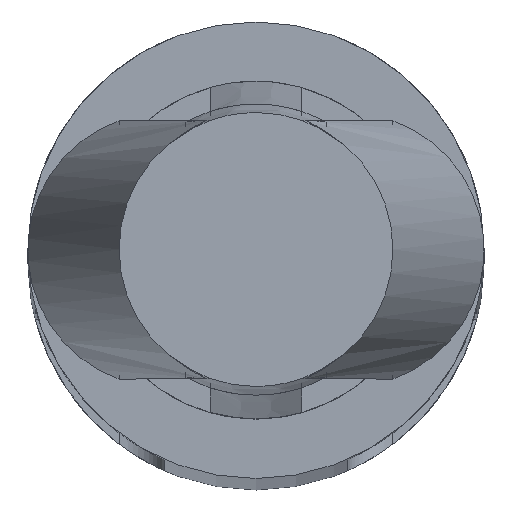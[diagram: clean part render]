
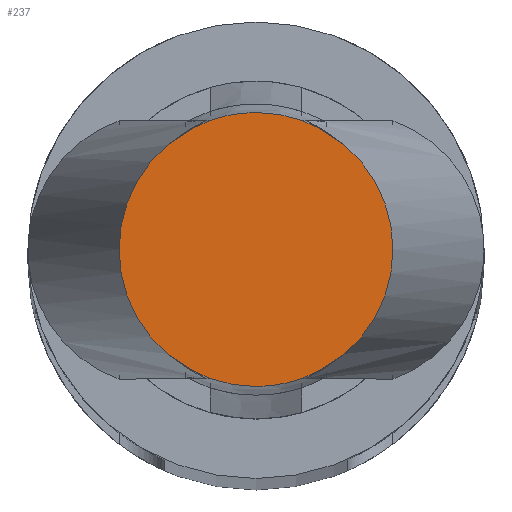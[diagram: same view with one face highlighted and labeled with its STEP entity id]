
A CAD part, top view. The second image highlights one B-rep face of the part: STEP entity #237.
In plain terms, the highlighted planar face has unit normal (0, 0, 1).
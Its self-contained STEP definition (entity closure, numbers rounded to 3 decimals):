
#237 = ADVANCED_FACE( '', ( #481 ), #482, .T. );
#481 = FACE_OUTER_BOUND( '', #834, .T. );
#482 = PLANE( '', #835 );
#834 = EDGE_LOOP( '', ( #1454, #1455, #1456, #1457, #1458, #1459, #1460, #1461 ) );
#835 = AXIS2_PLACEMENT_3D( '', #1462, #1463, #1464 );
#1454 = ORIENTED_EDGE( '', *, *, #1668, .F. );
#1455 = ORIENTED_EDGE( '', *, *, #1667, .T. );
#1456 = ORIENTED_EDGE( '', *, *, #1666, .F. );
#1457 = ORIENTED_EDGE( '', *, *, #1682, .F. );
#1458 = ORIENTED_EDGE( '', *, *, #1519, .F. );
#1459 = ORIENTED_EDGE( '', *, *, #1518, .T. );
#1460 = ORIENTED_EDGE( '', *, *, #1517, .F. );
#1461 = ORIENTED_EDGE( '', *, *, #1719, .T. );
#1462 = CARTESIAN_POINT( '', ( 0., 0., 40.9 ) );
#1463 = DIRECTION( '', ( 0., 0., 1. ) );
#1464 = DIRECTION( '', ( 1., 0., 0. ) );
#1517 = EDGE_CURVE( '', #1802, #1804, #1805, .T. );
#1518 = EDGE_CURVE( '', #1806, #1804, #1807, .T. );
#1519 = EDGE_CURVE( '', #1806, #1808, #1809, .T. );
#1666 = EDGE_CURVE( '', #2038, #2040, #2041, .T. );
#1667 = EDGE_CURVE( '', #2042, #2040, #2043, .T. );
#1668 = EDGE_CURVE( '', #2042, #2044, #2045, .T. );
#1682 = EDGE_CURVE( '', #1808, #2038, #2061, .T. );
#1719 = EDGE_CURVE( '', #1802, #2044, #2098, .F. );
#1802 = VERTEX_POINT( '', #2229 );
#1804 = VERTEX_POINT( '', #2237 );
#1805 = CIRCLE( '', #2238, 1.5 );
#1806 = VERTEX_POINT( '', #2239 );
#1807 = B_SPLINE_CURVE_WITH_KNOTS( '', 2, ( #2240, #2241, #2242, #2243, #2244 ), .UNSPECIFIED., .F., .F., ( 3, 2, 3 ), ( 0., 0.5, 1. ), .UNSPECIFIED. );
#1808 = VERTEX_POINT( '', #2245 );
#1809 = CIRCLE( '', #2246, 1.5 );
#2038 = VERTEX_POINT( '', #2616 );
#2040 = VERTEX_POINT( '', #2624 );
#2041 = CIRCLE( '', #2625, 1.5 );
#2042 = VERTEX_POINT( '', #2626 );
#2043 = B_SPLINE_CURVE_WITH_KNOTS( '', 2, ( #2627, #2628, #2629, #2630, #2631 ), .UNSPECIFIED., .F., .F., ( 3, 2, 3 ), ( 0., 0.5, 1. ), .UNSPECIFIED. );
#2044 = VERTEX_POINT( '', #2632 );
#2045 = CIRCLE( '', #2633, 1.5 );
#2061 = CIRCLE( '', #2658, 1.5 );
#2098 = CIRCLE( '', #2723, 1.5 );
#2229 = CARTESIAN_POINT( '', ( -0.525, 1.405, 40.9 ) );
#2237 = CARTESIAN_POINT( '', ( -0.5, 1.414, 40.9 ) );
#2238 = AXIS2_PLACEMENT_3D( '', #2795, #2796, #2797 );
#2239 = CARTESIAN_POINT( '', ( 0.5, 1.414, 40.9 ) );
#2240 = CARTESIAN_POINT( '', ( 0.5, 1.414, 40.9 ) );
#2241 = CARTESIAN_POINT( '', ( 0.258, 1.5, 40.9 ) );
#2242 = CARTESIAN_POINT( '', ( 0., 1.5, 40.9 ) );
#2243 = CARTESIAN_POINT( '', ( -0.257, 1.5, 40.9 ) );
#2244 = CARTESIAN_POINT( '', ( -0.5, 1.414, 40.9 ) );
#2245 = CARTESIAN_POINT( '', ( 0.525, 1.405, 40.9 ) );
#2246 = AXIS2_PLACEMENT_3D( '', #2798, #2799, #2800 );
#2616 = CARTESIAN_POINT( '', ( 0.525, -1.405, 40.9 ) );
#2624 = CARTESIAN_POINT( '', ( 0.5, -1.414, 40.9 ) );
#2625 = AXIS2_PLACEMENT_3D( '', #2968, #2969, #2970 );
#2626 = CARTESIAN_POINT( '', ( -0.5, -1.414, 40.9 ) );
#2627 = CARTESIAN_POINT( '', ( -0.5, -1.414, 40.9 ) );
#2628 = CARTESIAN_POINT( '', ( -0.258, -1.5, 40.9 ) );
#2629 = CARTESIAN_POINT( '', ( 0., -1.5, 40.9 ) );
#2630 = CARTESIAN_POINT( '', ( 0.257, -1.5, 40.9 ) );
#2631 = CARTESIAN_POINT( '', ( 0.5, -1.414, 40.9 ) );
#2632 = CARTESIAN_POINT( '', ( -0.525, -1.405, 40.9 ) );
#2633 = AXIS2_PLACEMENT_3D( '', #2971, #2972, #2973 );
#2658 = AXIS2_PLACEMENT_3D( '', #2989, #2990, #2991 );
#2723 = AXIS2_PLACEMENT_3D( '', #3004, #3005, #3006 );
#2795 = CARTESIAN_POINT( '', ( 0., 0., 40.9 ) );
#2796 = DIRECTION( '', ( 0., 0., -1. ) );
#2797 = DIRECTION( '', ( 0., 1., 0. ) );
#2798 = CARTESIAN_POINT( '', ( 0., 0., 40.9 ) );
#2799 = DIRECTION( '', ( 0., 0., -1. ) );
#2800 = DIRECTION( '', ( 0., 1., 0. ) );
#2968 = CARTESIAN_POINT( '', ( 0., 0., 40.9 ) );
#2969 = DIRECTION( '', ( 0., 0., -1. ) );
#2970 = DIRECTION( '', ( 0., 1., 0. ) );
#2971 = CARTESIAN_POINT( '', ( 0., 0., 40.9 ) );
#2972 = DIRECTION( '', ( 0., 0., -1. ) );
#2973 = DIRECTION( '', ( 0., 1., 0. ) );
#2989 = CARTESIAN_POINT( '', ( 0., 0., 40.9 ) );
#2990 = DIRECTION( '', ( 0., 0., -1. ) );
#2991 = DIRECTION( '', ( 0., 1., 0. ) );
#3004 = CARTESIAN_POINT( '', ( 0., 0., 40.9 ) );
#3005 = DIRECTION( '', ( 0., 0., -1. ) );
#3006 = DIRECTION( '', ( 1., 0., 0. ) );
